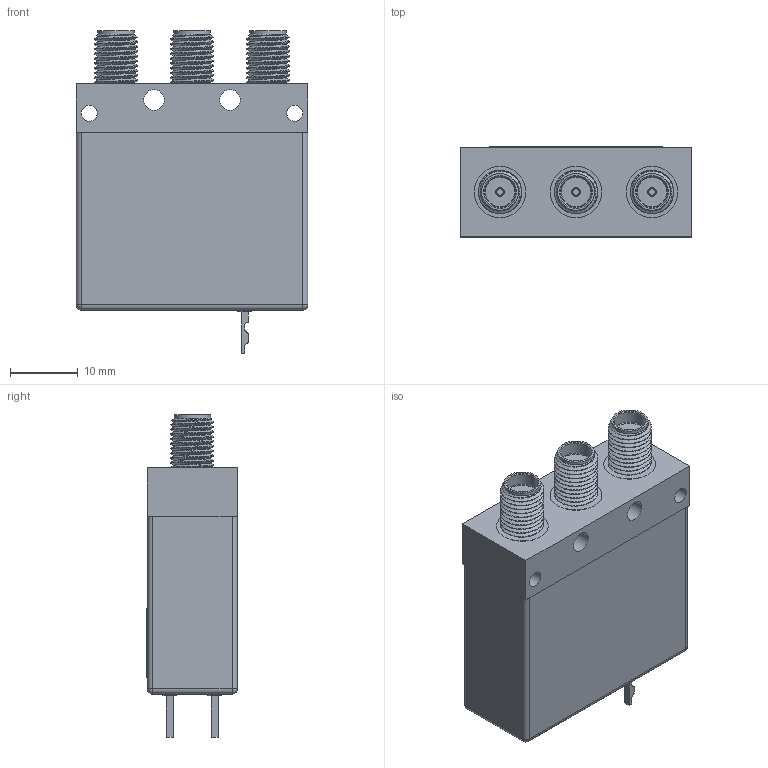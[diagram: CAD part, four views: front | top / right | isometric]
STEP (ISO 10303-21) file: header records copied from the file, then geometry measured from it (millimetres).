
FILE_DESCRIPTION (( 'STEP AP203' ), '1' );
FILE_NAME ('PE71S6421_3D.step', '2021-07-19T17:20:17', ( '' ), ( '' ), 'SwSTEP 2.0', 'SolidWorks 2021', '' );
FILE_SCHEMA (( 'CONFIG_CONTROL_DESIGN' ));
Length unit declared in the file: inch
Products named in the file (1): PE71S6421_3D
Bounding box: 34.04 x 13.31 x 47.45 mm (x, y, z)
Volume: 15171.3 mm3; surface area: 5642.2 mm2
Topology: 2 solids, 2 shells, 480 faces, 1250 edges, 821 vertices
Faces by surface type: plane 326, bspline 97, cylinder 41, cone 12, sphere 4
Full cylindrical faces by diameter (mm): 0.94 x3, 1.27 x3, 2.362 x2, 3.048 x2, 4.572 x3, 5.385 x3, 7.62 x3
Entity records: 21450 total; most frequent: CARTESIAN_POINT 10386, ORIENTED_EDGE 2418, DIRECTION 1862, EDGE_CURVE 1209, LINE 912, VECTOR 912, VERTEX_POINT 815, EDGE_LOOP 570
